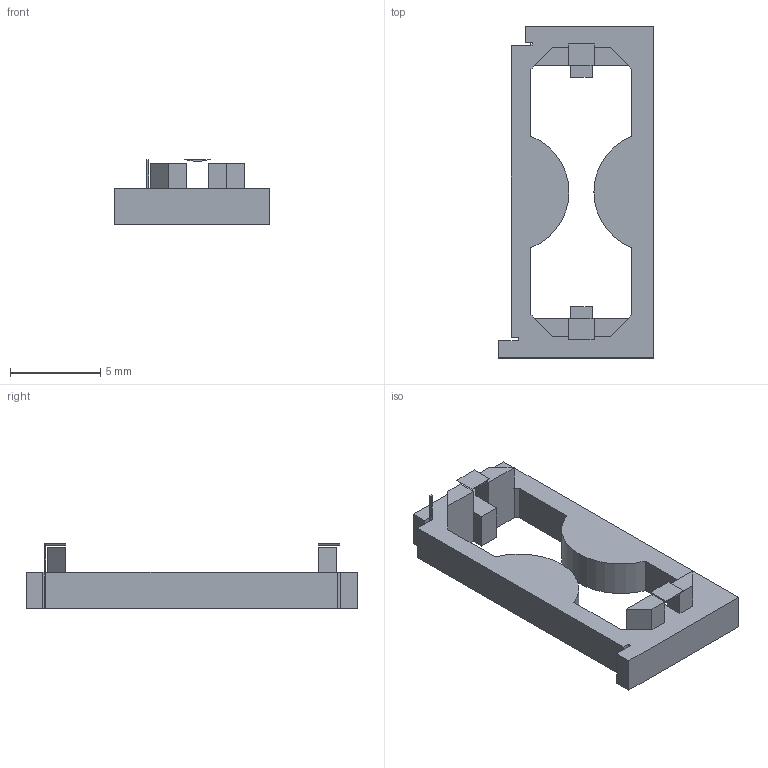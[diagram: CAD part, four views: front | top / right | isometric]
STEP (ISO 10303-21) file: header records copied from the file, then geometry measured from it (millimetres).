
FILE_DESCRIPTION(('Open CASCADE Model'),'2;1');
FILE_NAME('Open CASCADE Shape Model','2024-11-25T17:40:51',('Author'),( 'Open CASCADE'),'Open CASCADE STEP processor 7.7','Open CASCADE 7.7' ,'Unknown');
FILE_SCHEMA(('AUTOMOTIVE_DESIGN { 1 0 10303 214 1 1 1 1 }'));
Length unit declared in the file: millimetre
Products named in the file (5): Open CASCADE STEP translator 7.7 5; Open CASCADE STEP translator 7.7 5.1; Open CASCADE STEP translator 7.7 5.1.1; Open CASCADE STEP translator 7.7 5.1.2; Open CASCADE STEP translator 7.7 5.1.3
Assembly tree (4 placements, depth 3):
  Open CASCADE STEP translator 7.7 5
    Open CASCADE STEP translator 7.7 5.1
      Open CASCADE STEP translator 7.7 5.1.1
      Open CASCADE STEP translator 7.7 5.1.2
      Open CASCADE STEP translator 7.7 5.1.3
Bounding box: 8.6 x 18.4 x 3.6 mm (x, y, z)
Volume: 182.8 mm3; surface area: 413.2 mm2
Topology: 3 solids, 3 shells, 63 faces, 161 edges, 104 vertices
Faces by surface type: plane 59, cylinder 4
Entity records: 4038 total; most frequent: CARTESIAN_POINT 655, DIRECTION 627, LINE 467, VECTOR 467, ORIENTED_EDGE 322, PCURVE 322, DEFINITIONAL_REPRESENTATION 322, EDGE_CURVE 161
